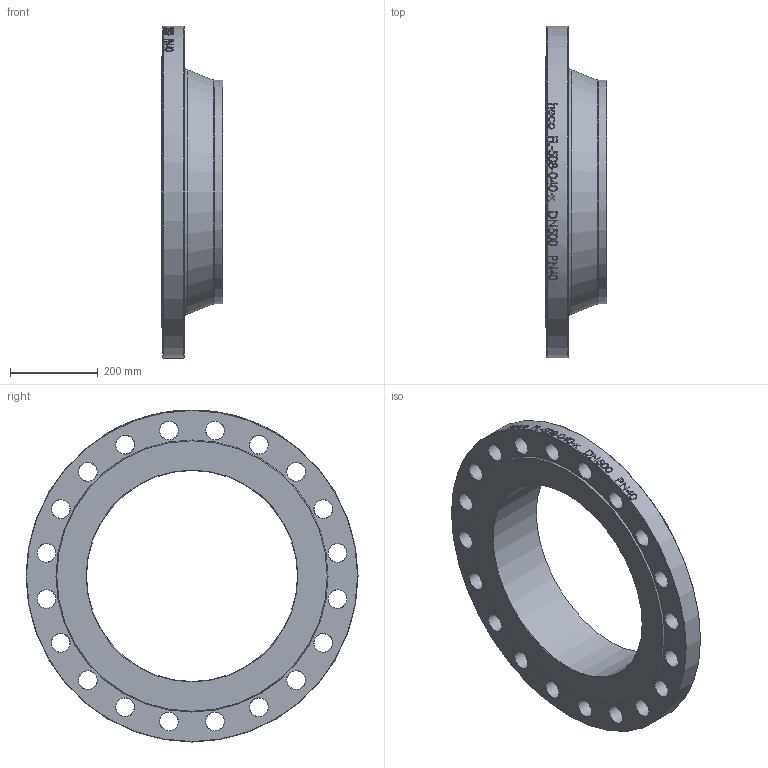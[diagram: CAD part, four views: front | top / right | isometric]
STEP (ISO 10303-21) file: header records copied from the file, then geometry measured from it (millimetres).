
FILE_DESCRIPTION (( 'STEP AP214' ), '1' );
FILE_NAME ('FL-508-040-x Vorschweissflansch PN40 DN500 iso DIN2635 2009.STEP', '2020-09-28T11:15:00', ( '' ), ( '' ), 'SwSTEP 2.0', 'SolidWorks 2019', '' );
FILE_SCHEMA (( 'AUTOMOTIVE_DESIGN' ));
Length unit declared in the file: millimetre
Products named in the file (1): FL-508-040-x Vorschweissflansch PN40 DN500 iso DIN2635 2009
Bounding box: 140 x 755 x 755 mm (x, y, z)
Volume: 15424749.9 mm3; surface area: 1035759.9 mm2
Topology: 1 solids, 1 shells, 113 faces, 446 edges, 376 vertices
Faces by surface type: cylinder 62, cone 45, plane 4, torus 2
Full cylindrical faces by diameter (mm): 42 x20, 479.6 x1, 508 x1, 755 x1
Entity records: 13360 total; most frequent: CARTESIAN_POINT 9636, ORIENTED_EDGE 708, DIRECTION 574, VERTEX_POINT 354, EDGE_CURVE 354, EDGE_LOOP 266, AXIS2_PLACEMENT_3D 265, B_SPLINE_CURVE_WITH_KNOTS 159
